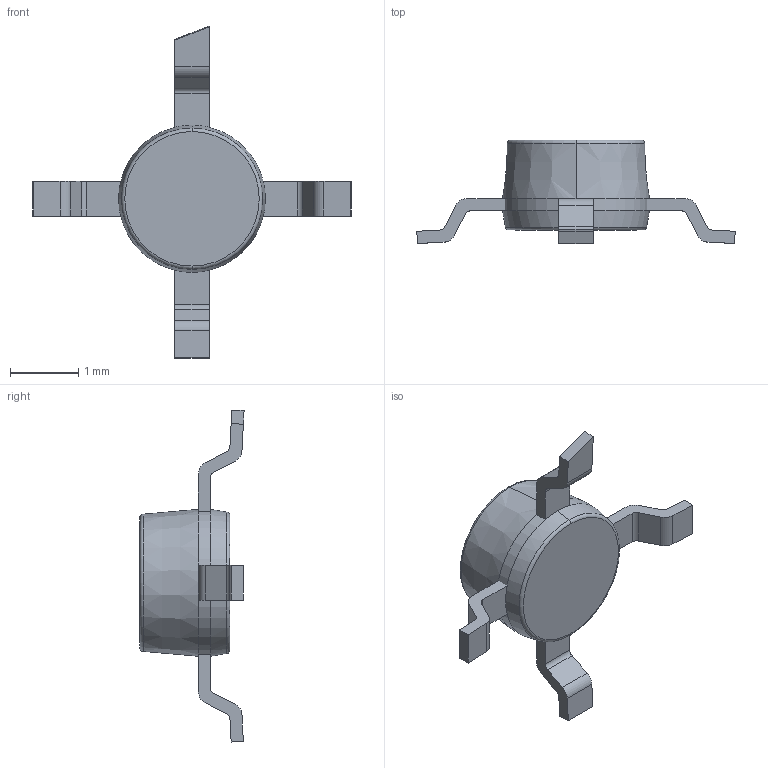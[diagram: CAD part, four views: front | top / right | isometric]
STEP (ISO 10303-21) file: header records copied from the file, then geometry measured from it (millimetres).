
FILE_DESCRIPTION (( 'STEP AP214' ), '1' );
FILE_NAME ('WW107_STEP.STEP', '2024-12-06T08:32:31', ( '' ), ( '' ), 'SwSTEP 2.0', 'SolidWorks 2023', '' );
FILE_SCHEMA (( 'AUTOMOTIVE_DESIGN' ));
Length unit declared in the file: millimetre
Products named in the file (1): WW107_STEP
Bounding box: 4.68 x 1.53 x 4.88 mm (x, y, z)
Volume: 5.2 mm3; surface area: 24.5 mm2
Topology: 3 solids, 3 shells, 138 faces, 363 edges, 238 vertices
Faces by surface type: plane 83, bspline 27, cylinder 20, torus 4, cone 4
Entity records: 5346 total; most frequent: CARTESIAN_POINT 2023, ORIENTED_EDGE 726, DIRECTION 593, EDGE_CURVE 363, LINE 249, VECTOR 249, VERTEX_POINT 238, AXIS2_PLACEMENT_3D 172
